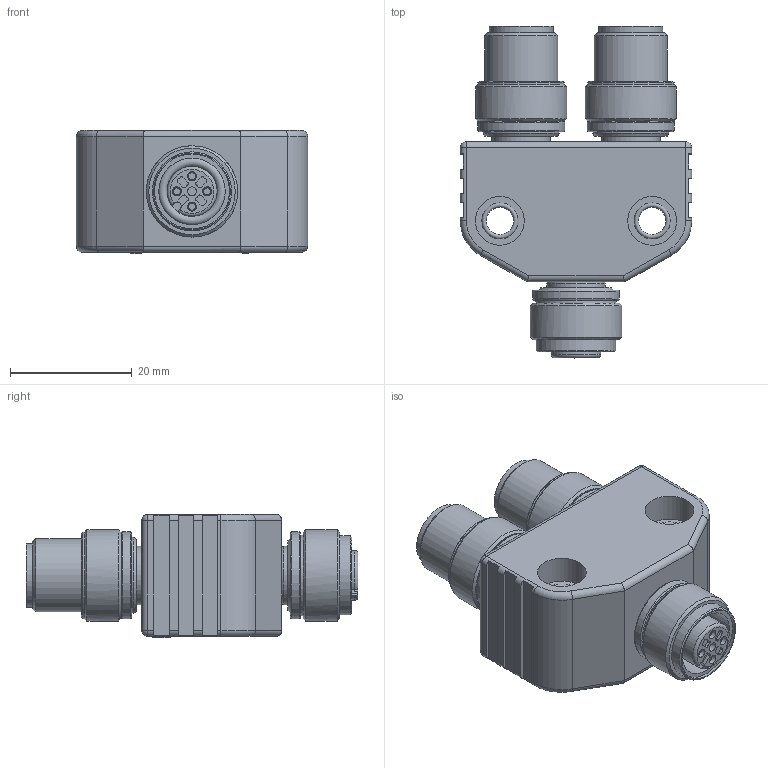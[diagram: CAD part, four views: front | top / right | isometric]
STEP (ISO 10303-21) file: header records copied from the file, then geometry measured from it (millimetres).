
FILE_DESCRIPTION(/* description */ (''),/* implementation_level */ '2;1');
FILE_NAME(/* name */ 'FKM4-2FSM3_S89_stp.stp',/* time_stamp */ '2016-04-20T15:55:00+02:00',/* author */ (''),/* organization */ (''),/* preprocessor_version */ 'ST-DEVELOPER v16',/* originating_system */ 'SIEMENS PLM Software NX 10.0',/* authorisation */ '');
FILE_SCHEMA (('AUTOMOTIVE_DESIGN { 1 0 10303 214 3 1 1 1 }'));
Length unit declared in the file: millimetre
Products named in the file (1): FKM4-2FSM3_S89_stp
Bounding box: 38 x 54.5 x 20.2 mm (x, y, z)
Volume: 20204.3 mm3; surface area: 8539.2 mm2
Topology: 1 solids, 1 shells, 337 faces, 810 edges, 522 vertices
Faces by surface type: plane 132, cylinder 130, torus 28, cone 23, extrusion 14, bspline 6, sphere 4
Full cylindrical faces by diameter (mm): 1 x16, 1.15 x4, 1.5 x5, 4.5 x2, 8 x4, 8.375 x2, 9.6 x3, 10.45 x2, 10.92 x1, 12 x2, 12.3 x1, 12.5 x4, 13 x1, 13.2 x1, 14.2 x2, 14.25 x3, 15 x3
Entity records: 9407 total; most frequent: CARTESIAN_POINT 2044, DIRECTION 1561, ORIENTED_EDGE 1364, EDGE_CURVE 682, AXIS2_PLACEMENT_3D 635, VERTEX_POINT 496, EDGE_LOOP 490, ADVANCED_FACE 337
